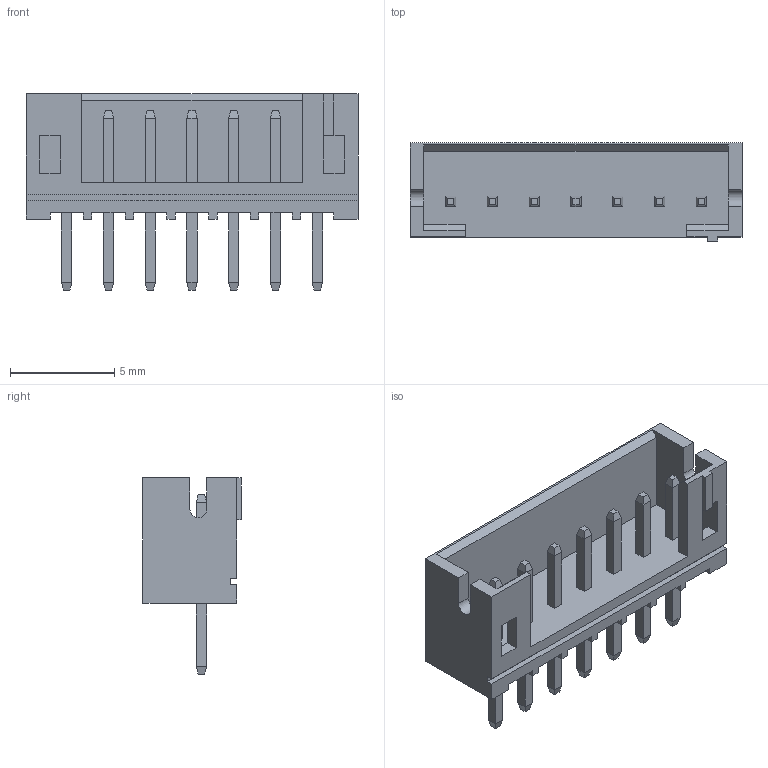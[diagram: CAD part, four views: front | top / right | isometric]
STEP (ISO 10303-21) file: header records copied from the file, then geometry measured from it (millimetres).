
FILE_DESCRIPTION(('STEP AP214'), '1');
FILE_NAME('BxB-PH-K-S', '', ('UNSPECIFIED'), ('UNSPECIFIED'), 'ASCON STEP Converter 1.6', 'ASCON Math Kernel', '');
FILE_SCHEMA(('AUTOMOTIVE_DESIGN { 1 0 10303 214 3 1 1}'));
Length unit declared in the file: millimetre
Bounding box: 15.9 x 4.7 x 9.4 mm (x, y, z)
Volume: 175.9 mm3; surface area: 570.4 mm2
Topology: 1 solids, 1 shells, 192 faces, 480 edges, 301 vertices
Faces by surface type: plane 190, cylinder 2
Entity records: 7116 total; most frequent: CARTESIAN_POINT 974, ORIENTED_EDGE 960, DIRECTION 870, EDGE_CURVE 480, LINE 476, VECTOR 476, VERTEX_POINT 301, FACE_BOUND 207
